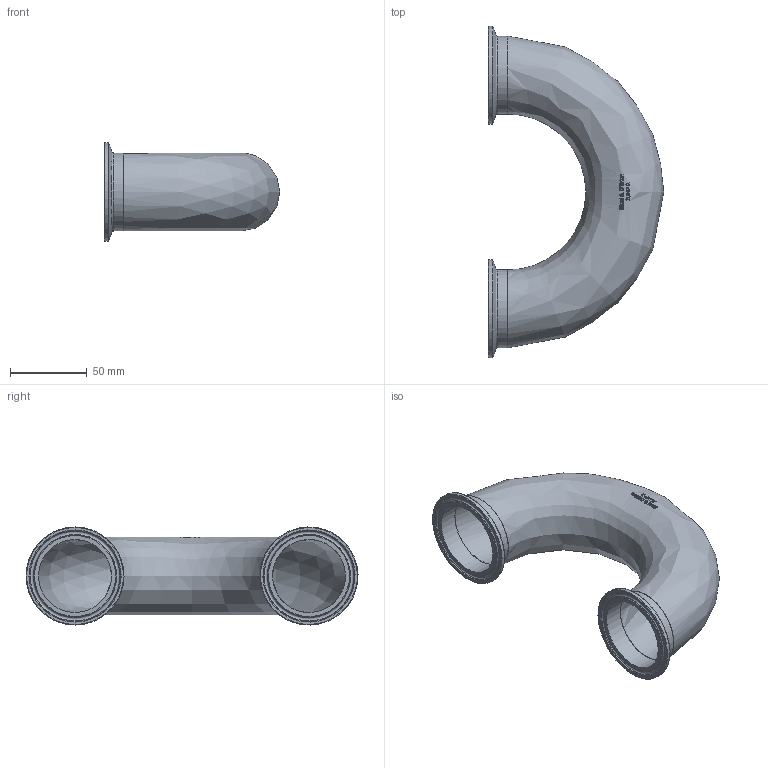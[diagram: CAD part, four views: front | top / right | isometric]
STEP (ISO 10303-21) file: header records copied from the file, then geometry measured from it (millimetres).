
FILE_DESCRIPTION(/* description */ (''),/* implementation_level */ '2;1');
FILE_NAME(/* name */ '2UMP-2.stp',/* time_stamp */ '2020-12-21T09:25:10-05:00',/* author */ ('rick'),/* organization */ (''),/* preprocessor_version */ 'ST-DEVELOPER v18',/* originating_system */ 'Autodesk Inventor 2020',/* authorisation */ '');
FILE_SCHEMA (('AUTOMOTIVE_DESIGN { 1 0 10303 214 3 1 1 }'));
Length unit declared in the file: inch
Products named in the file (1): 2UMP-2
Bounding box: 114.3 x 216.3 x 63.91 mm (x, y, z)
Volume: 75687.8 mm3; surface area: 87318 mm2
Topology: 1 solids, 1 shells, 347 faces, 964 edges, 654 vertices
Faces by surface type: bspline 188, plane 131, torus 16, cylinder 6, cone 6
Full cylindrical faces by diameter (mm): 47.498 x2, 50.8 x2, 63.906 x2
Entity records: 15979 total; most frequent: CARTESIAN_POINT 8521, ORIENTED_EDGE 1928, EDGE_CURVE 964, DIRECTION 836, VERTEX_POINT 654, B_SPLINE_CURVE_WITH_KNOTS 560, EDGE_LOOP 384, FACE_OUTER_BOUND 347
